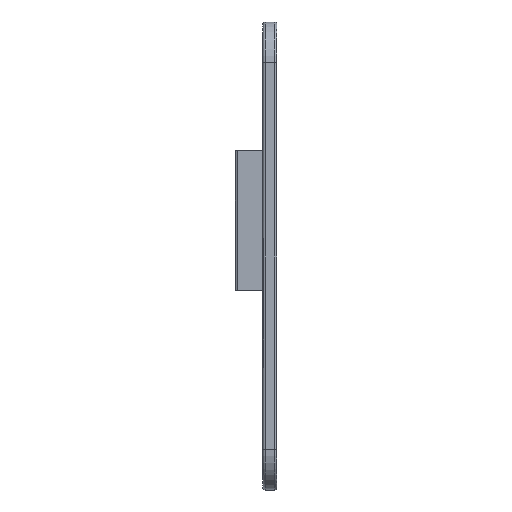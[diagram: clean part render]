
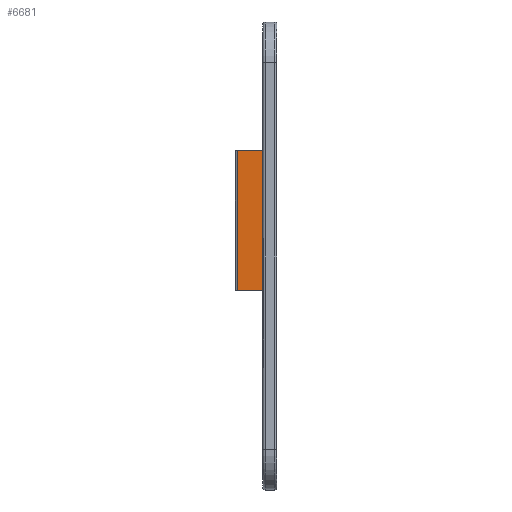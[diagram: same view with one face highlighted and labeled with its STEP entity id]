
A CAD part, left-side view. The second image highlights one B-rep face of the part: STEP entity #6681.
In plain terms, the highlighted planar face has unit normal (-1, 0, 0).
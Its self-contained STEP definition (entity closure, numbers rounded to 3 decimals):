
#231 = FACE_OUTER_BOUND ( 'NONE', #30135, .T. ) ;
#965 = DIRECTION ( 'NONE',  ( 0., 0., 1. ) ) ;
#3911 = ORIENTED_EDGE ( 'NONE', *, *, #7343, .T. ) ;
#4480 = VECTOR ( 'NONE', #21441, 1000. ) ;
#4585 = VERTEX_POINT ( 'NONE', #19140 ) ;
#4701 = VECTOR ( 'NONE', #12964, 1000. ) ;
#5399 = ORIENTED_EDGE ( 'NONE', *, *, #18035, .F. ) ;
#6681 = ADVANCED_FACE ( 'NONE', ( #231 ), #25962, .F. ) ;
#7343 = EDGE_CURVE ( 'NONE', #4585, #16846, #8888, .T. ) ;
#7511 = VECTOR ( 'NONE', #11753, 1000. ) ;
#8888 = LINE ( 'NONE', #12762, #4701 ) ;
#9018 = VECTOR ( 'NONE', #965, 1000. ) ;
#11179 = VERTEX_POINT ( 'NONE', #27411 ) ;
#11664 = EDGE_CURVE ( 'NONE', #11179, #28162, #16643, .T. ) ;
#11753 = DIRECTION ( 'NONE',  ( 0., -1., 0. ) ) ;
#12762 = CARTESIAN_POINT ( 'NONE',  ( -2.262, 3.378, -2.975 ) ) ;
#12964 = DIRECTION ( 'NONE',  ( 0., 0., -1. ) ) ;
#12969 = CARTESIAN_POINT ( 'NONE',  ( -2.262, 1.2, -2.975 ) ) ;
#13782 = CARTESIAN_POINT ( 'NONE',  ( -2.262, 3.578, -2.975 ) ) ;
#16237 = DIRECTION ( 'NONE',  ( 1., 0., 0. ) ) ;
#16473 = CARTESIAN_POINT ( 'NONE',  ( -2.262, 1.2, 9.025 ) ) ;
#16643 = LINE ( 'NONE', #12969, #9018 ) ;
#16846 = VERTEX_POINT ( 'NONE', #20844 ) ;
#18035 = EDGE_CURVE ( 'NONE', #4585, #28162, #31066, .T. ) ;
#18073 = EDGE_CURVE ( 'NONE', #16846, #11179, #25360, .T. ) ;
#19140 = CARTESIAN_POINT ( 'NONE',  ( -2.262, 3.378, 9.025 ) ) ;
#20844 = CARTESIAN_POINT ( 'NONE',  ( -2.262, 3.378, -2.975 ) ) ;
#21441 = DIRECTION ( 'NONE',  ( 0., -1., 0. ) ) ;
#23582 = AXIS2_PLACEMENT_3D ( 'NONE', #13782, #16237, #31154 ) ;
#25360 = LINE ( 'NONE', #26070, #7511 ) ;
#25962 = PLANE ( 'NONE',  #23582 ) ;
#26070 = CARTESIAN_POINT ( 'NONE',  ( -2.262, 3.578, -2.975 ) ) ;
#27411 = CARTESIAN_POINT ( 'NONE',  ( -2.262, 1.2, -2.975 ) ) ;
#28101 = ORIENTED_EDGE ( 'NONE', *, *, #11664, .T. ) ;
#28162 = VERTEX_POINT ( 'NONE', #16473 ) ;
#30135 = EDGE_LOOP ( 'NONE', ( #5399, #3911, #31118, #28101 ) ) ;
#30965 = CARTESIAN_POINT ( 'NONE',  ( -2.262, 3.578, 9.025 ) ) ;
#31066 = LINE ( 'NONE', #30965, #4480 ) ;
#31118 = ORIENTED_EDGE ( 'NONE', *, *, #18073, .T. ) ;
#31154 = DIRECTION ( 'NONE',  ( 0., 0., -1. ) ) ;
